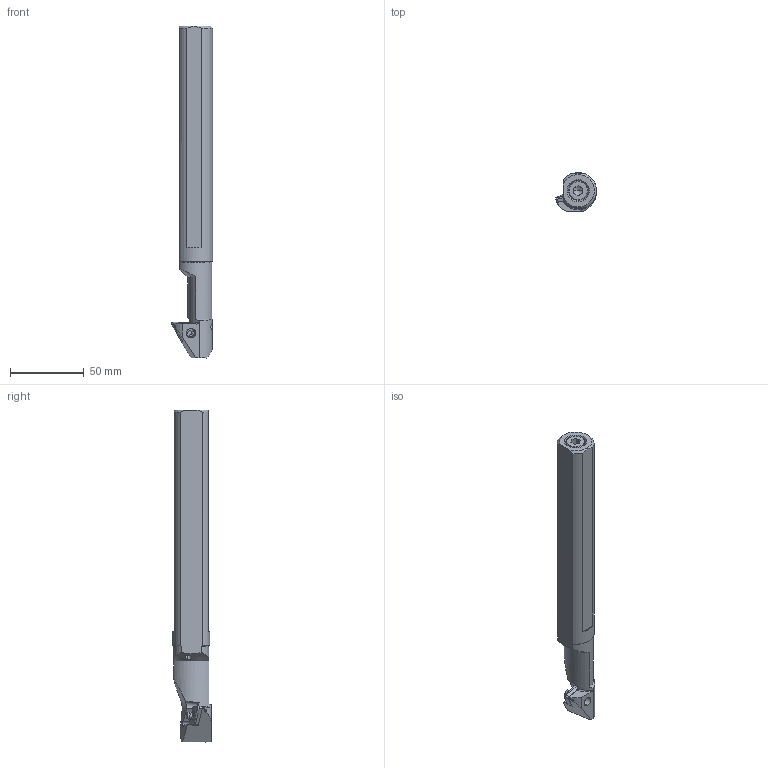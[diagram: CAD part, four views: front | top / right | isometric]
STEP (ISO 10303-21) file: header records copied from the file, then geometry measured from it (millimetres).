
FILE_DESCRIPTION(/* description */ (''),/* implementation_level */ '2;1');
FILE_NAME(/* name */ 'A25RPDZNR15.stp',/* time_stamp */ '2018-11-12T11:53:09+09:00',/* author */ (''),/* organization */ (''),/* preprocessor_version */ 'ST-DEVELOPER v16',/* originating_system */ 'SIEMENS PLM Software NX 10.0',/* authorisation */ '');
FILE_SCHEMA (('AUTOMOTIVE_DESIGN { 1 0 10303 214 3 1 1 1 }'));
Length unit declared in the file: millimetre
Products named in the file (1): A25RPDZNR15_ASM
Bounding box: 27.93 x 25.97 x 225 mm (x, y, z)
Volume: 81471.3 mm3; surface area: 24185.5 mm2
Topology: 6 solids, 6 shells, 162 faces, 431 edges, 280 vertices
Faces by surface type: plane 62, cylinder 50, cone 47, torus 3
Entity records: 5768 total; most frequent: CARTESIAN_POINT 1485, DIRECTION 908, ORIENTED_EDGE 850, EDGE_CURVE 425, AXIS2_PLACEMENT_3D 359, VERTEX_POINT 280, LINE 190, VECTOR 190
